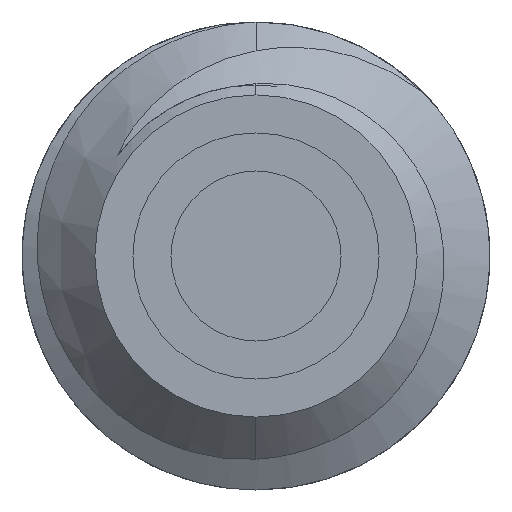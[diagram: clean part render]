
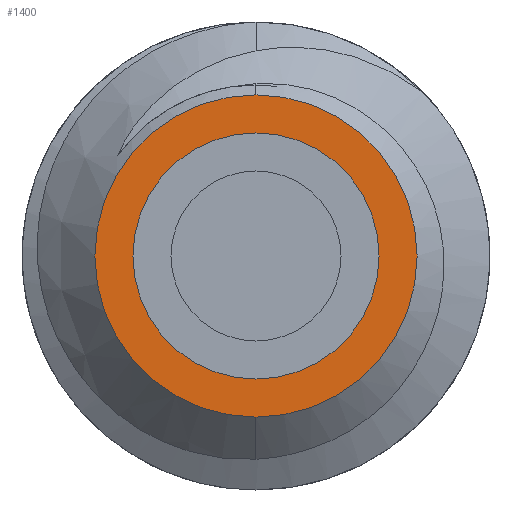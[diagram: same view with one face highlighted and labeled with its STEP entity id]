
A CAD part, left-side view. The second image highlights one B-rep face of the part: STEP entity #1400.
In plain terms, the highlighted planar face has unit normal (-1, 0, 0).
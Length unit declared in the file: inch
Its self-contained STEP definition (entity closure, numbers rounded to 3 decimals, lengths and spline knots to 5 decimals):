
#47 = CIRCLE ( 'NONE', #262, 0.02262 ) ;
#187 = FACE_BOUND ( 'NONE', #1787, .T. ) ;
#203 = EDGE_LOOP ( 'NONE', ( #1515, #206 ) ) ;
#206 = ORIENTED_EDGE ( 'NONE', *, *, #1628, .T. ) ;
#253 = CARTESIAN_POINT ( 'NONE',  ( -0.07813, 0., -0.02961 ) ) ;
#261 = CIRCLE ( 'NONE', #1031, 0.02262 ) ;
#262 = AXIS2_PLACEMENT_3D ( 'NONE', #1743, #2868, #871 ) ;
#305 = CARTESIAN_POINT ( 'NONE',  ( -0.07813, 0., 0.02961 ) ) ;
#395 = DIRECTION ( 'NONE',  ( -1., 0., 0. ) ) ;
#418 = CARTESIAN_POINT ( 'NONE',  ( -0.07813, 0., 0. ) ) ;
#444 = CARTESIAN_POINT ( 'NONE',  ( -0.07813, 0., 0. ) ) ;
#484 = CIRCLE ( 'NONE', #755, 0.02961 ) ;
#750 = EDGE_CURVE ( 'NONE', #2734, #2701, #484, .T. ) ;
#755 = AXIS2_PLACEMENT_3D ( 'NONE', #418, #395, #1990 ) ;
#871 = DIRECTION ( 'NONE',  ( 0., 0., 1. ) ) ;
#883 = CARTESIAN_POINT ( 'NONE',  ( -0.07813, 0., 0. ) ) ;
#945 = CIRCLE ( 'NONE', #1275, 0.02961 ) ;
#1031 = AXIS2_PLACEMENT_3D ( 'NONE', #883, #1343, #2700 ) ;
#1058 = PLANE ( 'NONE',  #2084 ) ;
#1206 = ORIENTED_EDGE ( 'NONE', *, *, #1329, .F. ) ;
#1275 = AXIS2_PLACEMENT_3D ( 'NONE', #444, #2243, #1996 ) ;
#1306 = VERTEX_POINT ( 'NONE', #2886 ) ;
#1329 = EDGE_CURVE ( 'NONE', #1306, #2653, #47, .T. ) ;
#1330 = FACE_OUTER_BOUND ( 'NONE', #203, .T. ) ;
#1343 = DIRECTION ( 'NONE',  ( -1., 0., 0. ) ) ;
#1400 = ADVANCED_FACE ( 'NONE', ( #187, #1330 ), #1058, .F. ) ;
#1515 = ORIENTED_EDGE ( 'NONE', *, *, #750, .T. ) ;
#1628 = EDGE_CURVE ( 'NONE', #2701, #2734, #945, .T. ) ;
#1639 = CARTESIAN_POINT ( 'NONE',  ( -0.07813, 0., 0.02262 ) ) ;
#1670 = EDGE_CURVE ( 'NONE', #2653, #1306, #261, .T. ) ;
#1743 = CARTESIAN_POINT ( 'NONE',  ( -0.07813, 0., 0. ) ) ;
#1787 = EDGE_LOOP ( 'NONE', ( #2357, #1206 ) ) ;
#1990 = DIRECTION ( 'NONE',  ( 0., 0., 1. ) ) ;
#1996 = DIRECTION ( 'NONE',  ( 0., 0., 1. ) ) ;
#2084 = AXIS2_PLACEMENT_3D ( 'NONE', #2400, #2166, #2866 ) ;
#2166 = DIRECTION ( 'NONE',  ( 1., 0., 0. ) ) ;
#2243 = DIRECTION ( 'NONE',  ( -1., 0., 0. ) ) ;
#2357 = ORIENTED_EDGE ( 'NONE', *, *, #1670, .F. ) ;
#2400 = CARTESIAN_POINT ( 'NONE',  ( -0.07813, 0.02961, 0. ) ) ;
#2653 = VERTEX_POINT ( 'NONE', #1639 ) ;
#2700 = DIRECTION ( 'NONE',  ( 0., 0., 1. ) ) ;
#2701 = VERTEX_POINT ( 'NONE', #305 ) ;
#2734 = VERTEX_POINT ( 'NONE', #253 ) ;
#2866 = DIRECTION ( 'NONE',  ( 0., 0., -1. ) ) ;
#2868 = DIRECTION ( 'NONE',  ( -1., 0., 0. ) ) ;
#2886 = CARTESIAN_POINT ( 'NONE',  ( -0.07813, 0., -0.02262 ) ) ;
